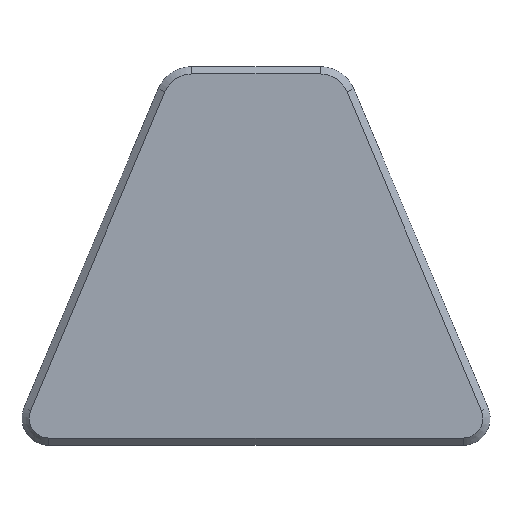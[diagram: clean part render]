
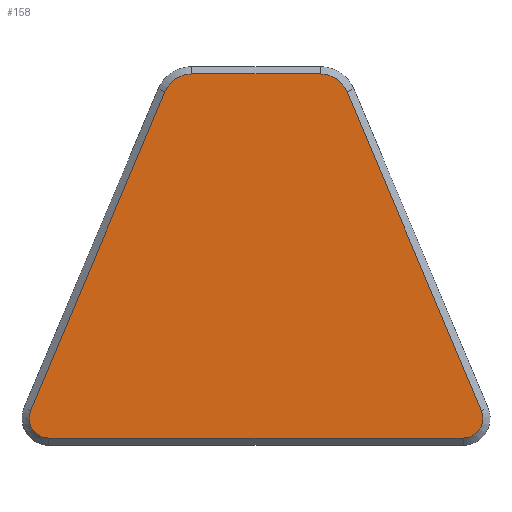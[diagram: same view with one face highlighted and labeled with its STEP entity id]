
A CAD part, front view. The second image highlights one B-rep face of the part: STEP entity #158.
In plain terms, the highlighted planar face has unit normal (0, -1, 0).
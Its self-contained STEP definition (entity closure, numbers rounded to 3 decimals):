
#83=CARTESIAN_POINT('',(60.,64.65,-436.));
#84=DIRECTION('',(0.,1.,0.));
#85=DIRECTION('',(0.,0.,1.));
#86=AXIS2_PLACEMENT_3D('',#83,#84,#85);
#87=PLANE('',#86);
#88=CARTESIAN_POINT('',(47.502,64.65,73.404));
#89=VERTEX_POINT('',#88);
#90=CARTESIAN_POINT('',(48.516,64.65,71.877));
#91=VERTEX_POINT('',#90);
#92=CARTESIAN_POINT('',(48.516,64.65,72.977));
#93=DIRECTION('',(-0.,-1.,-0.));
#94=DIRECTION('',(0.,-0.,1.));
#95=AXIS2_PLACEMENT_3D('',#92,#93,#94);
#96=CIRCLE('',#95,1.1);
#97=EDGE_CURVE('',#89,#91,#96,.T.);
#98=ORIENTED_EDGE('',*,*,#97,.T.);
#99=CARTESIAN_POINT('',(71.484,64.65,71.877));
#100=VERTEX_POINT('',#99);
#101=CARTESIAN_POINT('',(48.516,64.65,71.877));
#102=DIRECTION('',(1.,0.,-0.));
#103=VECTOR('',#102,22.969);
#104=LINE('',#101,#103);
#105=EDGE_CURVE('',#91,#100,#104,.T.);
#106=ORIENTED_EDGE('',*,*,#105,.T.);
#107=CARTESIAN_POINT('',(72.498,64.65,73.404));
#108=VERTEX_POINT('',#107);
#109=CARTESIAN_POINT('',(71.484,64.65,72.977));
#110=DIRECTION('',(-0.,-1.,-0.));
#111=DIRECTION('',(0.,-0.,1.));
#112=AXIS2_PLACEMENT_3D('',#109,#110,#111);
#113=CIRCLE('',#112,1.1);
#114=EDGE_CURVE('',#100,#108,#113,.T.);
#115=ORIENTED_EDGE('',*,*,#114,.T.);
#116=CARTESIAN_POINT('',(65.05,64.65,91.098));
#117=VERTEX_POINT('',#116);
#118=CARTESIAN_POINT('',(72.498,64.65,73.404));
#119=DIRECTION('',(-0.388,0.,0.922));
#120=VECTOR('',#119,19.198);
#121=LINE('',#118,#120);
#122=EDGE_CURVE('',#108,#117,#121,.T.);
#123=ORIENTED_EDGE('',*,*,#122,.T.);
#124=CARTESIAN_POINT('',(63.575,64.65,92.077));
#125=VERTEX_POINT('',#124);
#126=CARTESIAN_POINT('',(63.575,64.65,90.477));
#127=DIRECTION('',(-0.,-1.,-0.));
#128=DIRECTION('',(0.,-0.,1.));
#129=AXIS2_PLACEMENT_3D('',#126,#127,#128);
#130=CIRCLE('',#129,1.6);
#131=EDGE_CURVE('',#117,#125,#130,.T.);
#132=ORIENTED_EDGE('',*,*,#131,.T.);
#133=CARTESIAN_POINT('',(56.425,64.65,92.077));
#134=VERTEX_POINT('',#133);
#135=CARTESIAN_POINT('',(63.575,64.65,92.077));
#136=DIRECTION('',(-1.,0.,0.));
#137=VECTOR('',#136,7.151);
#138=LINE('',#135,#137);
#139=EDGE_CURVE('',#125,#134,#138,.T.);
#140=ORIENTED_EDGE('',*,*,#139,.T.);
#141=CARTESIAN_POINT('',(54.95,64.65,91.098));
#142=VERTEX_POINT('',#141);
#143=CARTESIAN_POINT('',(56.425,64.65,90.477));
#144=DIRECTION('',(-0.,-1.,-0.));
#145=DIRECTION('',(0.,-0.,1.));
#146=AXIS2_PLACEMENT_3D('',#143,#144,#145);
#147=CIRCLE('',#146,1.6);
#148=EDGE_CURVE('',#134,#142,#147,.T.);
#149=ORIENTED_EDGE('',*,*,#148,.T.);
#150=CARTESIAN_POINT('',(54.95,64.65,91.098));
#151=DIRECTION('',(-0.388,0.,-0.922));
#152=VECTOR('',#151,19.198);
#153=LINE('',#150,#152);
#154=EDGE_CURVE('',#142,#89,#153,.T.);
#155=ORIENTED_EDGE('',*,*,#154,.T.);
#156=EDGE_LOOP('',(#98,#106,#115,#123,#132,#140,#149,#155));
#157=FACE_BOUND('',#156,.T.);
#158=ADVANCED_FACE('',(#157),#87,.F.);
